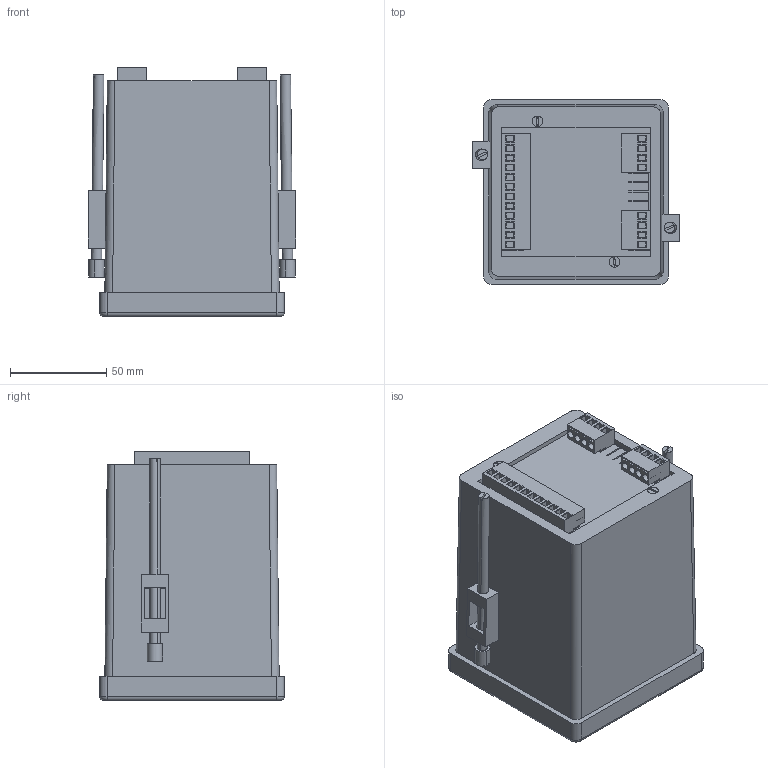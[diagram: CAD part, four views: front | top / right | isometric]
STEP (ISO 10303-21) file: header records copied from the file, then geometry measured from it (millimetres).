
FILE_DESCRIPTION (( 'STEP AP214' ), '1' );
FILE_NAME ('IC-110-07.STEP', '2022-01-17T14:20:53', ( '' ), ( '' ), 'SwSTEP 2.0', 'SolidWorks 2017', '' );
FILE_SCHEMA (( 'AUTOMOTIVE_DESIGN' ));
Length unit declared in the file: millimetre
Products named in the file (32): Clamp-Plastic-1; BrassInserta; Screw-Countershank; Clamp-Metal-110; IC-110-07; Front Plate FP-96-01-Red; Case IC-110; BP-96-Euro; Back Plate BP-96-EuroTerminals; Clamp-Plastic-2; IC-110-EuroTermPCB; Clamp-110; Terminal5mm-12Plug-In; Terminal5mm-4Plug-In
Assembly tree (18 placements, depth 3):
  Clamp-Plastic-1
  BrassInserta
  Clamp-Metal-110
  IC-110-07
    Case IC-110
    Clamp-110  x2
      Clamp-Plastic-1
      Clamp-Metal-110
      Clamp-Plastic-2
    Front Plate FP-96-01-Red
    Back Plate BP-96-EuroTerminals
      BP-96-Euro
      BrassInserta  x2
    IC-110-EuroTermPCB  x2
    Terminal5mm-12Plug-In
    Terminal5mm-4Plug-In  x2
    Screw-Countershank  x2
  Front Plate FP-96-01-Red
Bounding box: 107.98 x 96 x 129.3 mm (x, y, z)
Volume: 186452.8 mm3; surface area: 184467.7 mm2
Topology: 18 solids, 18 shells, 945 faces, 2410 edges, 1566 vertices
Faces by surface type: plane 667, cylinder 262, cone 12, torus 4
Entity records: 23108 total; most frequent: CARTESIAN_POINT 3891, DIRECTION 3852, ORIENTED_EDGE 3754, EDGE_CURVE 1877, VECTOR 1396, LINE 1396, AXIS2_PLACEMENT_3D 1228, VERTEX_POINT 1219
